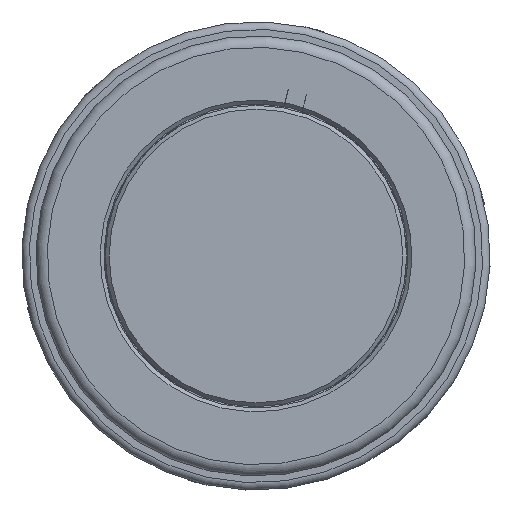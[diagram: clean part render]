
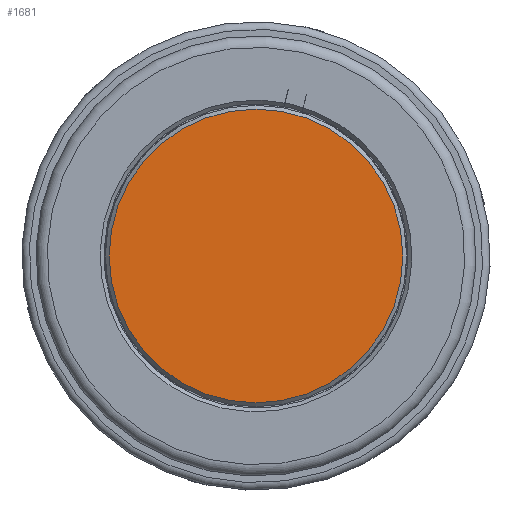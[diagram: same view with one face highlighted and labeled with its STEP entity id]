
A CAD part, left-side view. The second image highlights one B-rep face of the part: STEP entity #1681.
In plain terms, the highlighted planar face has unit normal (-1, 0, 0).
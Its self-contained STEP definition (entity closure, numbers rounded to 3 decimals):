
#1661=CARTESIAN_POINT('',(0.,-7.775,0.));
#1662=VERTEX_POINT('',#1661);
#1663=CARTESIAN_POINT('',(0.,0.0,0.0));
#1664=DIRECTION('',(1.0,0.0,0.0));
#1665=DIRECTION('',(0.0,1.0,0.0));
#1666=AXIS2_PLACEMENT_3D('',#1663,#1664,#1665);
#1667=CIRCLE('',#1666,7.775);
#1668=EDGE_CURVE('',#1662,#1662,#1667,.T.);
#1673=CARTESIAN_POINT('',(0.,-6.788,0.0));
#1674=DIRECTION('',(-1.0,0.0,0.0));
#1675=DIRECTION('',(0.0,0.0,1.0));
#1676=AXIS2_PLACEMENT_3D('',#1673,#1674,#1675);
#1677=PLANE('',#1676);
#1678=ORIENTED_EDGE('',*,*,#1668,.F.);
#1679=EDGE_LOOP('',(#1678));
#1680=FACE_OUTER_BOUND('',#1679,.T.);
#1681=ADVANCED_FACE('',(#1680),#1677,.T.);
